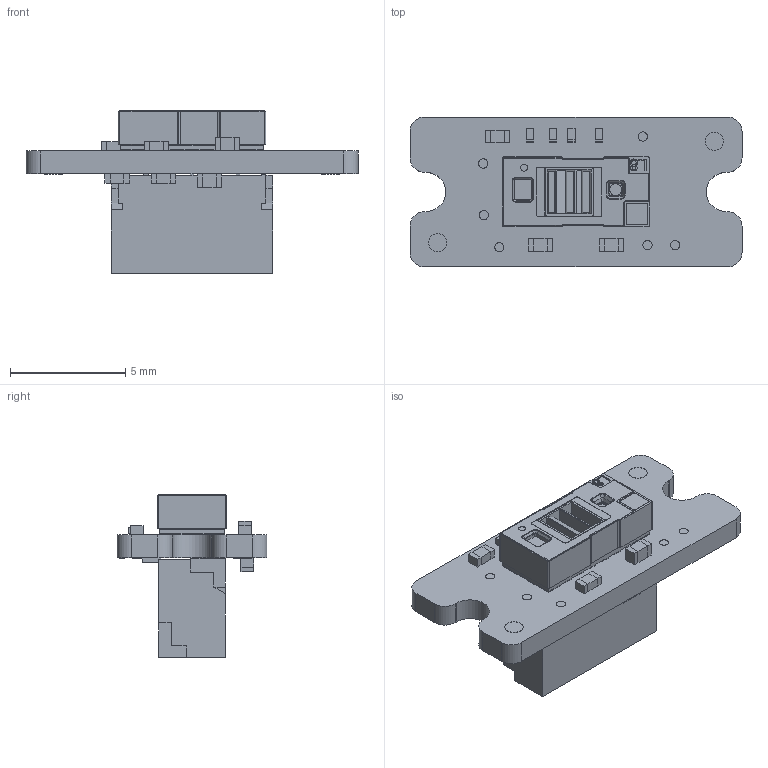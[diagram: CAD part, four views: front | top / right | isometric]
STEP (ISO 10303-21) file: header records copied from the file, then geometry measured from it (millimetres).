
FILE_DESCRIPTION(('Open CASCADE Model'),'2;1');
FILE_NAME('Open CASCADE Shape Model','2024-11-13T17:42:26',('Author'),( 'Open CASCADE'),'Open CASCADE STEP processor 7.5','Open CASCADE 7.5' ,'Unknown');
FILE_SCHEMA(('AUTOMOTIVE_DESIGN { 1 0 10303 214 1 1 1 1 }'));
Length unit declared in the file: millimetre
Products named in the file (52): PCB; Board; Open CASCADE STEP translator 7.5 1.1.1; TP6; 9121461040; Cylinder; TP5; TP4; TP3; TP2; TP1; D4; ESD8472MUT5G; D3; D2; D1; U1; VL53L8 3D Model v1_RGB8421504; VL53L8 Substrate Assembly; VL53L8 SUBSTRATE; VL53L8 Cap Assembly; VL53L8 CAP; VL53L8 Rx Exclusion Cone; VL53L8 Tx Exclusion Cone; C2; 6546642640; Extruded; 6546642800; 6546642960; C1; J1; BM05B-SRSS-TB; 7357809872; R4; 6546643600; 6546643440; R3; R2; R1; FID4 ...
Assembly tree (74 placements, depth 5):
  PCB
    Board
      Open CASCADE STEP translator 7.5 1.1.1
    TP6
      9121461040
        Cylinder
    TP5
      9121461040
        Cylinder
    TP4
      9121461040
        Cylinder
    TP3
      9121461040
        Cylinder
    TP2
      9121461040
        Cylinder
    TP1
      9121461040
        Cylinder
    D4
      ESD8472MUT5G
    D3
      ESD8472MUT5G
    D2
      ESD8472MUT5G
    D1
      ESD8472MUT5G
    U1
      VL53L8 3D Model v1_RGB8421504
        VL53L8 Substrate Assembly
          VL53L8 SUBSTRATE
        VL53L8 Cap Assembly
          VL53L8 CAP
        VL53L8 Rx Exclusion Cone
        VL53L8 Tx Exclusion Cone
    C2
      6546642640
        Extruded
      6546642800
        Extruded
      6546642960
        Extruded
    C1
      6546642960
        Extruded
      6546642800
        Extruded
      6546642640
        Extruded
    J1
      BM05B-SRSS-TB
      7357809872
        Extruded
    R4
      6546643600  x2
        Extruded
      6546643440
        Extruded
Bounding box: 14.4 x 6.5 x 7.07 mm (x, y, z)
Volume: 171.1 mm3; surface area: 555.9 mm2
Topology: 49 solids, 49 shells, 925 faces, 2309 edges, 1512 vertices
Faces by surface type: plane 807, cylinder 63, cone 37, bspline 18
Full cylindrical faces by diameter (mm): 0.3 x1, 0.4 x6, 0.51 x1, 0.63 x1, 0.8 x4
Entity records: 25396 total; most frequent: CARTESIAN_POINT 5281, ORIENTED_EDGE 3868, DIRECTION 3664, EDGE_CURVE 1934, LINE 1714, VECTOR 1714, VERTEX_POINT 1262, AXIS2_PLACEMENT_3D 975
